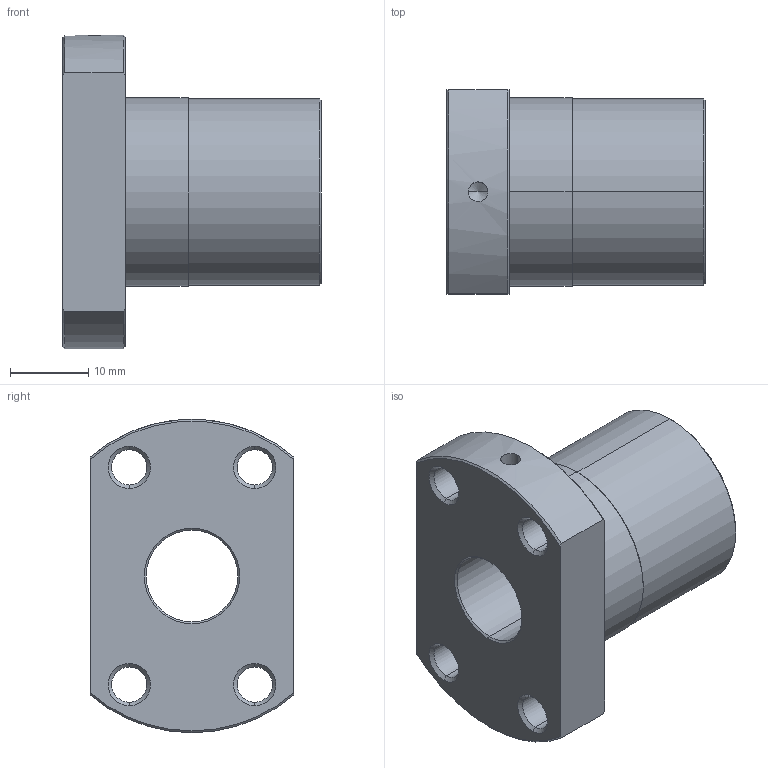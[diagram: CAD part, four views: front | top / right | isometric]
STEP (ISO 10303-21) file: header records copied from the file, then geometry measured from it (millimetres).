
FILE_DESCRIPTION (( 'STEP AP214' ), '1' );
FILE_NAME ('HIWIN Møtrik FSCDIN R12-05K4-NW.STEP', '2022-03-23T11:47:22', ( '' ), ( '' ), 'SwSTEP 2.0', 'SolidWorks 2021', '' );
FILE_SCHEMA (( 'AUTOMOTIVE_DESIGN' ));
Length unit declared in the file: millimetre
Products named in the file (2): HIWIN Møtrik FSCDIN R12-05K4-NW; R12-05K4-FSCDIN-1500-1500-0,052_FILE_1
Assembly tree (1 placements, depth 2):
  HIWIN Møtrik FSCDIN R12-05K4-NW
    R12-05K4-FSCDIN-1500-1500-0,052_FILE_1
Bounding box: 33 x 26 x 40 mm (x, y, z)
Volume: 14755.1 mm3; surface area: 6058.3 mm2
Topology: 1 solids, 1 shells, 55 faces, 130 edges, 78 vertices
Faces by surface type: cone 30, cylinder 19, plane 6
Entity records: 2302 total; most frequent: CARTESIAN_POINT 323, DIRECTION 303, ORIENTED_EDGE 256, EDGE_CURVE 128, AXIS2_PLACEMENT_3D 126, VERTEX_POINT 78, EDGE_LOOP 68, CIRCLE 67
